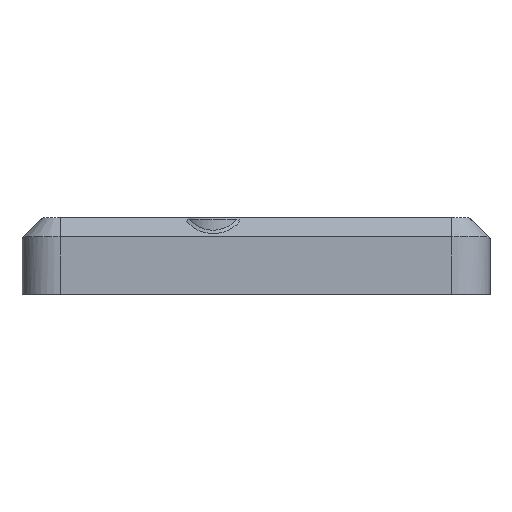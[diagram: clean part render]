
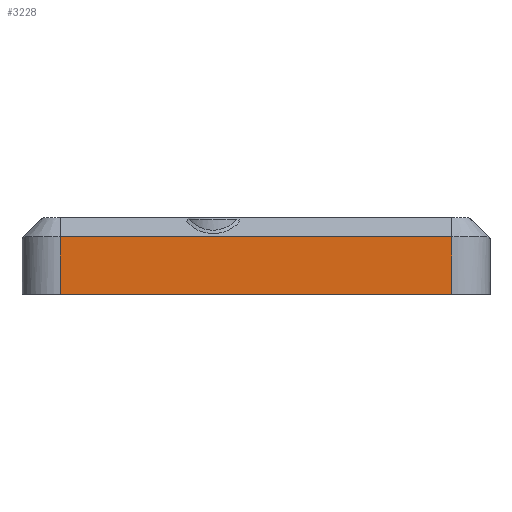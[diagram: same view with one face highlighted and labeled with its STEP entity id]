
A CAD part, left-side view. The second image highlights one B-rep face of the part: STEP entity #3228.
In plain terms, the highlighted planar face has unit normal (-1, 0, 0).
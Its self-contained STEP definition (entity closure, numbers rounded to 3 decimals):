
#438=FACE_OUTER_BOUND('',#612,.T.);
#612=EDGE_LOOP('',(#2971,#2972,#2973,#2974));
#809=LINE('',#5607,#1115);
#900=LINE('',#6025,#1206);
#902=LINE('',#6031,#1208);
#918=LINE('',#6066,#1224);
#1115=VECTOR('',#3971,10.);
#1206=VECTOR('',#4306,10.);
#1208=VECTOR('',#4316,10.);
#1224=VECTOR('',#4370,10.);
#1458=VERTEX_POINT('',#5604);
#1459=VERTEX_POINT('',#5606);
#1539=VERTEX_POINT('',#6020);
#1540=VERTEX_POINT('',#6024);
#1845=EDGE_CURVE('',#1458,#1459,#809,.T.);
#1999=EDGE_CURVE('',#1539,#1540,#900,.T.);
#2002=EDGE_CURVE('',#1459,#1539,#902,.T.);
#2018=EDGE_CURVE('',#1458,#1540,#918,.T.);
#2971=ORIENTED_EDGE('',*,*,#1999,.F.);
#2972=ORIENTED_EDGE('',*,*,#2002,.F.);
#2973=ORIENTED_EDGE('',*,*,#1845,.F.);
#2974=ORIENTED_EDGE('',*,*,#2018,.T.);
#3062=PLANE('',#3516);
#3228=ADVANCED_FACE('',(#438),#3062,.T.);
#3516=AXIS2_PLACEMENT_3D('',#6067,#4371,#4372);
#3971=DIRECTION('',(0.,1.,0.));
#4306=DIRECTION('',(0.,-1.,0.));
#4316=DIRECTION('',(0.,0.,1.));
#4370=DIRECTION('',(0.,0.,1.));
#4371=DIRECTION('center_axis',(-1.,0.,0.));
#4372=DIRECTION('ref_axis',(0.,-1.,0.));
#5604=CARTESIAN_POINT('',(-34.5,-20.5,0.));
#5606=CARTESIAN_POINT('',(-34.5,20.5,0.));
#5607=CARTESIAN_POINT('',(-34.5,-20.5,0.));
#6020=CARTESIAN_POINT('',(-34.5,20.5,6.));
#6024=CARTESIAN_POINT('',(-34.5,-20.5,6.));
#6025=CARTESIAN_POINT('',(-34.5,10.25,6.));
#6031=CARTESIAN_POINT('',(-34.5,20.5,0.));
#6066=CARTESIAN_POINT('',(-34.5,-20.5,0.));
#6067=CARTESIAN_POINT('Origin',(-34.5,20.5,0.));
